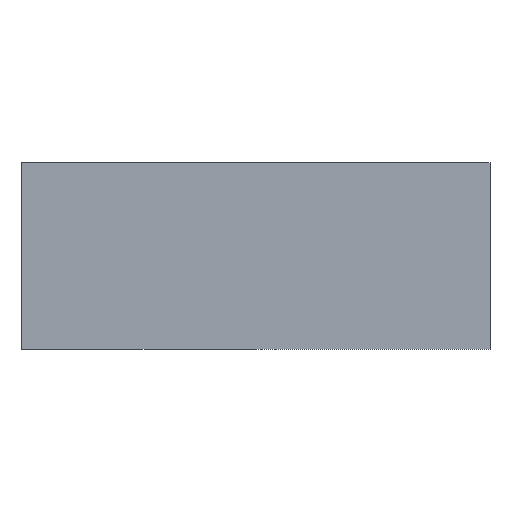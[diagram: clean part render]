
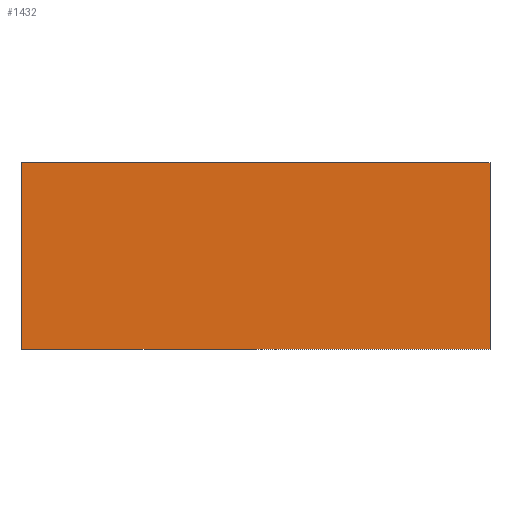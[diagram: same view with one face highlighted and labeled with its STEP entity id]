
A CAD part, front view. The second image highlights one B-rep face of the part: STEP entity #1432.
In plain terms, the highlighted planar face has unit normal (0, -1, 0).
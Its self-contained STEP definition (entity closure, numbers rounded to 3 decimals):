
#148=FACE_OUTER_BOUND('',#230,.T.);
#230=EDGE_LOOP('',(#1208,#1209,#1210,#1211));
#261=LINE('',#2005,#425);
#278=LINE('',#2042,#442);
#387=LINE('',#2309,#551);
#390=LINE('',#2315,#554);
#425=VECTOR('',#1605,10.);
#442=VECTOR('',#1630,10.);
#551=VECTOR('',#1887,10.);
#554=VECTOR('',#1896,10.);
#589=VERTEX_POINT('',#2003);
#590=VERTEX_POINT('',#2004);
#605=VERTEX_POINT('',#2039);
#606=VERTEX_POINT('',#2041);
#721=EDGE_CURVE('',#589,#590,#261,.T.);
#739=EDGE_CURVE('',#605,#606,#278,.T.);
#871=EDGE_CURVE('',#605,#590,#387,.T.);
#874=EDGE_CURVE('',#589,#606,#390,.T.);
#1208=ORIENTED_EDGE('',*,*,#874,.T.);
#1209=ORIENTED_EDGE('',*,*,#739,.F.);
#1210=ORIENTED_EDGE('',*,*,#871,.T.);
#1211=ORIENTED_EDGE('',*,*,#721,.F.);
#1359=PLANE('',#1561);
#1432=ADVANCED_FACE('',(#148),#1359,.T.);
#1561=AXIS2_PLACEMENT_3D('',#2316,#1897,#1898);
#1605=DIRECTION('',(-1.,0.,0.));
#1630=DIRECTION('',(1.,0.,0.));
#1887=DIRECTION('',(0.,0.,-1.));
#1896=DIRECTION('',(0.,0.,1.));
#1897=DIRECTION('center_axis',(0.,-1.,0.));
#1898=DIRECTION('ref_axis',(1.,0.,0.));
#2003=CARTESIAN_POINT('',(8.9,-11.6,-1.5));
#2004=CARTESIAN_POINT('',(-8.9,-11.6,-1.5));
#2005=CARTESIAN_POINT('',(-8.9,-11.6,-1.5));
#2039=CARTESIAN_POINT('',(-8.9,-11.6,5.6));
#2041=CARTESIAN_POINT('',(8.9,-11.6,5.6));
#2042=CARTESIAN_POINT('',(-8.9,-11.6,5.6));
#2309=CARTESIAN_POINT('',(-8.9,-11.6,0.));
#2315=CARTESIAN_POINT('',(8.9,-11.6,0.));
#2316=CARTESIAN_POINT('Origin',(-8.9,-11.6,0.));
